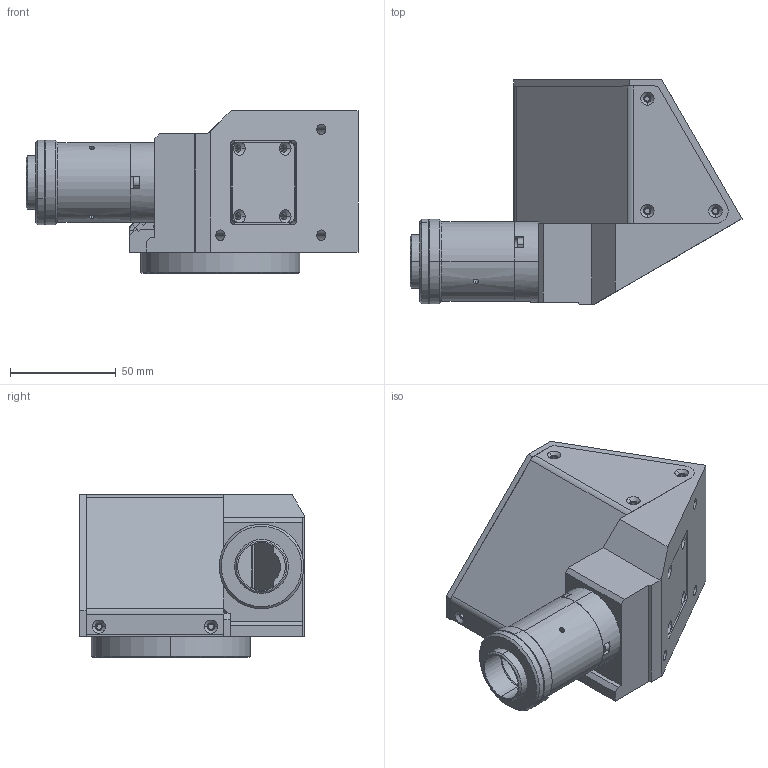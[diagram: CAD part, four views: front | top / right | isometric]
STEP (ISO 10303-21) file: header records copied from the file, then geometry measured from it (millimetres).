
FILE_DESCRIPTION (( 'STEP AP203' ), '1' );
FILE_NAME ('TCCR3M048-C.step', '2019-06-07T10:32:39', ( '' ), ( '' ), 'SwSTEP 2.0', 'SolidWorks 2018', '' );
FILE_SCHEMA (( 'CONFIG_CONTROL_DESIGN' ));
Length unit declared in the file: millimetre
Products named in the file (1): TCCR3M048-C
Bounding box: 156.77 x 106 x 76.86 mm (x, y, z)
Surface area: 65451.3 mm2 (no closed solid volume)
Topology: 0 solids, 18 shells, 280 faces, 893 edges, 628 vertices
Faces by surface type: cylinder 132, plane 98, cone 42, torus 6, sphere 2
Entity records: 10273 total; most frequent: CARTESIAN_POINT 2073, DIRECTION 1827, ORIENTED_EDGE 1455, EDGE_CURVE 891, AXIS2_PLACEMENT_3D 678, VERTEX_POINT 628, VECTOR 471, LINE 471
